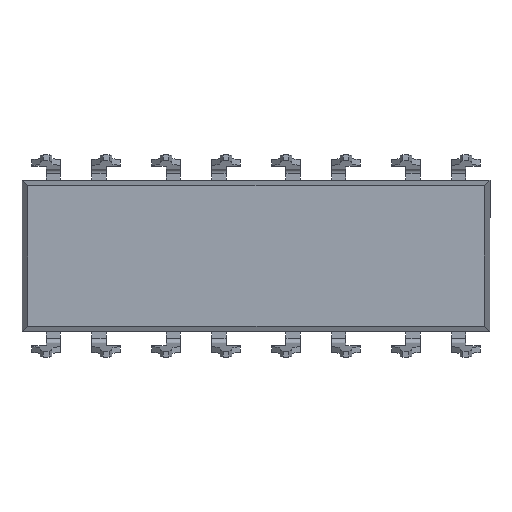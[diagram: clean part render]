
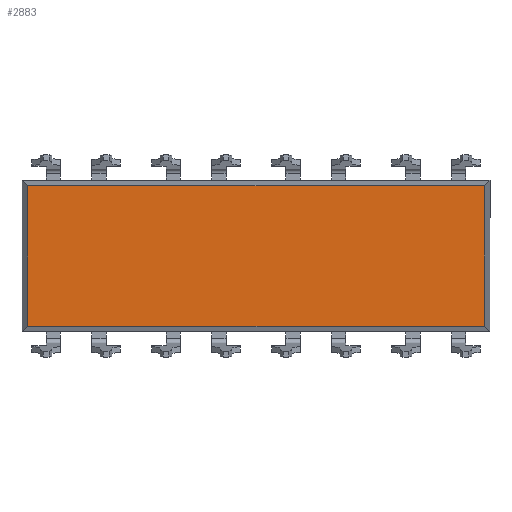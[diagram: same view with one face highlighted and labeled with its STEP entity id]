
A CAD part, front view. The second image highlights one B-rep face of the part: STEP entity #2883.
In plain terms, the highlighted planar face has unit normal (0, -1, 0).
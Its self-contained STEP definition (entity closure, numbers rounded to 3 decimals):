
#257 = LINE ( 'NONE', #4694, #6154 ) ;
#1423 = ORIENTED_EDGE ( 'NONE', *, *, #7191, .T. ) ;
#1956 = VERTEX_POINT ( 'NONE', #5763 ) ;
#2802 = DIRECTION ( 'NONE',  ( 0., 0., -1. ) ) ;
#2883 = ADVANCED_FACE ( 'NONE', ( #5503 ), #7085, .T. ) ;
#2984 = VERTEX_POINT ( 'NONE', #5607 ) ;
#3534 = DIRECTION ( 'NONE',  ( 0., 0., -1. ) ) ;
#3596 = CARTESIAN_POINT ( 'NONE',  ( -9.676, 1.05, 3.2 ) ) ;
#3782 = ORIENTED_EDGE ( 'NONE', *, *, #8750, .T. ) ;
#4107 = ORIENTED_EDGE ( 'NONE', *, *, #4399, .T. ) ;
#4281 = ORIENTED_EDGE ( 'NONE', *, *, #7308, .T. ) ;
#4383 = EDGE_LOOP ( 'NONE', ( #4107, #1423, #3782, #4281 ) ) ;
#4399 = EDGE_CURVE ( 'NONE', #2984, #1956, #257, .T. ) ;
#4428 = LINE ( 'NONE', #8421, #8209 ) ;
#4694 = CARTESIAN_POINT ( 'NONE',  ( -9.91, 1.05, -2.966 ) ) ;
#4822 = CARTESIAN_POINT ( 'NONE',  ( 9.91, 1.05, 2.966 ) ) ;
#4923 = VERTEX_POINT ( 'NONE', #8632 ) ;
#5453 = LINE ( 'NONE', #3596, #7293 ) ;
#5503 = FACE_OUTER_BOUND ( 'NONE', #4383, .T. ) ;
#5521 = DIRECTION ( 'NONE',  ( -1., 0., 0. ) ) ;
#5607 = CARTESIAN_POINT ( 'NONE',  ( -9.676, 1.05, -2.966 ) ) ;
#5703 = CARTESIAN_POINT ( 'NONE',  ( 0., 1.05, 0. ) ) ;
#5763 = CARTESIAN_POINT ( 'NONE',  ( 9.676, 1.05, -2.966 ) ) ;
#5764 = LINE ( 'NONE', #4822, #7693 ) ;
#6154 = VECTOR ( 'NONE', #6242, 1000. ) ;
#6242 = DIRECTION ( 'NONE',  ( 1., 0., 0. ) ) ;
#7085 = PLANE ( 'NONE',  #8748 ) ;
#7191 = EDGE_CURVE ( 'NONE', #1956, #8367, #4428, .T. ) ;
#7293 = VECTOR ( 'NONE', #3534, 1000. ) ;
#7308 = EDGE_CURVE ( 'NONE', #4923, #2984, #5453, .T. ) ;
#7591 = CARTESIAN_POINT ( 'NONE',  ( 9.676, 1.05, 2.966 ) ) ;
#7693 = VECTOR ( 'NONE', #5521, 1000. ) ;
#7727 = DIRECTION ( 'NONE',  ( 0., 0., 1. ) ) ;
#8209 = VECTOR ( 'NONE', #7727, 1000. ) ;
#8367 = VERTEX_POINT ( 'NONE', #7591 ) ;
#8421 = CARTESIAN_POINT ( 'NONE',  ( 9.676, 1.05, -3.2 ) ) ;
#8632 = CARTESIAN_POINT ( 'NONE',  ( -9.676, 1.05, 2.966 ) ) ;
#8748 = AXIS2_PLACEMENT_3D ( 'NONE', #5703, #9271, #2802 ) ;
#8750 = EDGE_CURVE ( 'NONE', #8367, #4923, #5764, .T. ) ;
#9271 = DIRECTION ( 'NONE',  ( 0., -1., 0. ) ) ;
